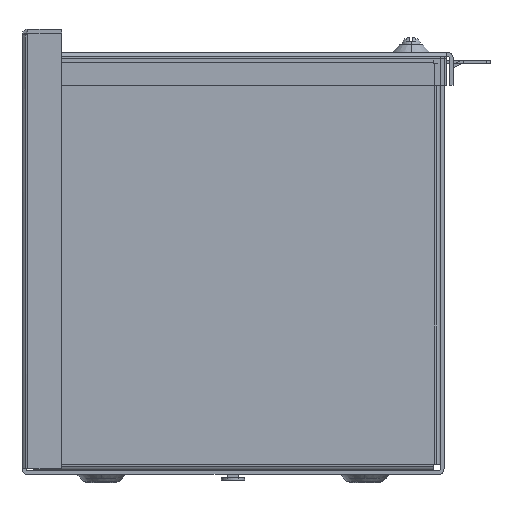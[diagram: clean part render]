
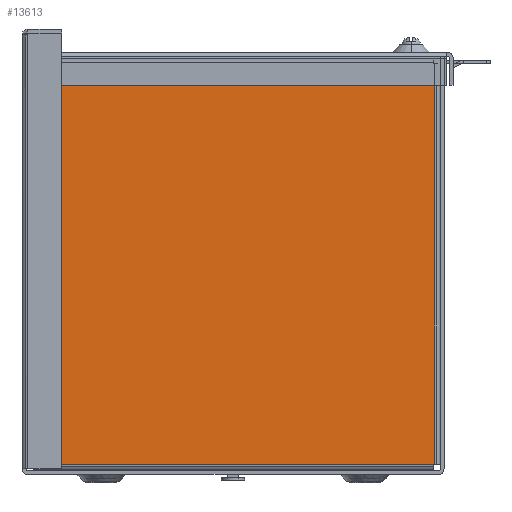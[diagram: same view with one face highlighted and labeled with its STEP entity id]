
A CAD part, left-side view. The second image highlights one B-rep face of the part: STEP entity #13613.
In plain terms, the highlighted planar face has unit normal (-1, 0, 0).
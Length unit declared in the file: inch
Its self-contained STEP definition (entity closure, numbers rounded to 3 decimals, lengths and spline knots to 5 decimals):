
#4 = VERTEX_POINT ( 'NONE', #599 ) ;
#232 = DIRECTION ( 'NONE',  ( 0., 0., 1. ) ) ;
#503 = VERTEX_POINT ( 'NONE', #11957 ) ;
#599 = CARTESIAN_POINT ( 'NONE',  ( -24., -3.803, 0.197 ) ) ;
#632 = ORIENTED_EDGE ( 'NONE', *, *, #4480, .T. ) ;
#764 = LINE ( 'NONE', #21406, #15957 ) ;
#842 = LINE ( 'NONE', #28927, #14097 ) ;
#1052 = ORIENTED_EDGE ( 'NONE', *, *, #30495, .T. ) ;
#1054 = CARTESIAN_POINT ( 'NONE',  ( -24., -3.803, 7.783 ) ) ;
#1582 = DIRECTION ( 'NONE',  ( 0., 0., -1. ) ) ;
#1624 = EDGE_CURVE ( 'NONE', #18370, #12722, #764, .T. ) ;
#1754 = CARTESIAN_POINT ( 'NONE',  ( -24., 3.8, 0.197 ) ) ;
#1817 = DIRECTION ( 'NONE',  ( 0., 1., 0. ) ) ;
#2257 = ORIENTED_EDGE ( 'NONE', *, *, #20195, .T. ) ;
#2789 = ORIENTED_EDGE ( 'NONE', *, *, #4375, .T. ) ;
#3359 = CARTESIAN_POINT ( 'NONE',  ( -24., 3.783, 7.783 ) ) ;
#3440 = LINE ( 'NONE', #26283, #19989 ) ;
#4055 = CARTESIAN_POINT ( 'NONE',  ( -24., 3.908, 7.908 ) ) ;
#4375 = EDGE_CURVE ( 'NONE', #29179, #18370, #28794, .T. ) ;
#4480 = EDGE_CURVE ( 'NONE', #31712, #24770, #21517, .T. ) ;
#4544 = DIRECTION ( 'NONE',  ( 0., 0., -1. ) ) ;
#5118 = ORIENTED_EDGE ( 'NONE', *, *, #27897, .T. ) ;
#7441 = DIRECTION ( 'NONE',  ( 0., -1., 0. ) ) ;
#7751 = CARTESIAN_POINT ( 'NONE',  ( -24., 3.783, 7.8 ) ) ;
#7802 = CARTESIAN_POINT ( 'NONE',  ( -24., 3.783, 7.783 ) ) ;
#8028 = CARTESIAN_POINT ( 'NONE',  ( -24., -3.82, 7.908 ) ) ;
#8137 = DIRECTION ( 'NONE',  ( 0., -1., 0. ) ) ;
#8168 = CARTESIAN_POINT ( 'NONE',  ( -24., 3.908, 7.783 ) ) ;
#8778 = LINE ( 'NONE', #14016, #15622 ) ;
#9665 = CARTESIAN_POINT ( 'NONE',  ( -24., -3.82, 0.197 ) ) ;
#10044 = LINE ( 'NONE', #25776, #29720 ) ;
#11200 = VECTOR ( 'NONE', #7441, 39.37008 ) ;
#11228 = LINE ( 'NONE', #8028, #11640 ) ;
#11637 = CARTESIAN_POINT ( 'NONE',  ( -24., -3.803, 7.8 ) ) ;
#11640 = VECTOR ( 'NONE', #13594, 39.37008 ) ;
#11697 = VECTOR ( 'NONE', #18441, 39.37008 ) ;
#11956 = VERTEX_POINT ( 'NONE', #9665 ) ;
#11957 = CARTESIAN_POINT ( 'NONE',  ( -24., -3.803, 0.18 ) ) ;
#12226 = EDGE_CURVE ( 'NONE', #12722, #23586, #842, .T. ) ;
#12453 = VERTEX_POINT ( 'NONE', #7751 ) ;
#12533 = AXIS2_PLACEMENT_3D ( 'NONE', #4055, #14199, #4544 ) ;
#12722 = VERTEX_POINT ( 'NONE', #1754 ) ;
#13356 = ORIENTED_EDGE ( 'NONE', *, *, #20971, .T. ) ;
#13594 = DIRECTION ( 'NONE',  ( 0., 0., 1. ) ) ;
#13613 = ADVANCED_FACE ( 'NONE', ( #14703 ), #17570, .T. ) ;
#14016 = CARTESIAN_POINT ( 'NONE',  ( -24., -3.803, 7.908 ) ) ;
#14097 = VECTOR ( 'NONE', #8137, 39.37008 ) ;
#14199 = DIRECTION ( 'NONE',  ( -1., 0., 0. ) ) ;
#14703 = FACE_OUTER_BOUND ( 'NONE', #27419, .T. ) ;
#15296 = DIRECTION ( 'NONE',  ( 0., -1., 0. ) ) ;
#15622 = VECTOR ( 'NONE', #31774, 39.37008 ) ;
#15957 = VECTOR ( 'NONE', #29528, 39.37008 ) ;
#16293 = DIRECTION ( 'NONE',  ( 0., 1., 0. ) ) ;
#17127 = VECTOR ( 'NONE', #16293, 39.37008 ) ;
#17231 = LINE ( 'NONE', #32437, #18356 ) ;
#17570 = PLANE ( 'NONE',  #12533 ) ;
#17588 = CARTESIAN_POINT ( 'NONE',  ( -24., -3.928, 0.197 ) ) ;
#18356 = VECTOR ( 'NONE', #1817, 39.37008 ) ;
#18370 = VERTEX_POINT ( 'NONE', #27980 ) ;
#18441 = DIRECTION ( 'NONE',  ( 0., 0., -1. ) ) ;
#18803 = CARTESIAN_POINT ( 'NONE',  ( -24., -3.82, 7.783 ) ) ;
#19300 = ORIENTED_EDGE ( 'NONE', *, *, #21083, .T. ) ;
#19989 = VECTOR ( 'NONE', #232, 39.37008 ) ;
#20195 = EDGE_CURVE ( 'NONE', #24770, #32727, #8778, .T. ) ;
#20816 = CARTESIAN_POINT ( 'NONE',  ( -24., -3.803, 7.783 ) ) ;
#20971 = EDGE_CURVE ( 'NONE', #26725, #503, #10044, .T. ) ;
#21083 = EDGE_CURVE ( 'NONE', #503, #4, #3440, .T. ) ;
#21406 = CARTESIAN_POINT ( 'NONE',  ( -24., 3.8, 7.908 ) ) ;
#21517 = LINE ( 'NONE', #1054, #17127 ) ;
#23528 = CARTESIAN_POINT ( 'NONE',  ( -24., 3.783, 0.197 ) ) ;
#23586 = VERTEX_POINT ( 'NONE', #23528 ) ;
#24477 = CARTESIAN_POINT ( 'NONE',  ( -24., 3.783, 0.18 ) ) ;
#24677 = EDGE_CURVE ( 'NONE', #23586, #26725, #27293, .T. ) ;
#24748 = CARTESIAN_POINT ( 'NONE',  ( -24., 3.783, 0.072 ) ) ;
#24770 = VERTEX_POINT ( 'NONE', #20816 ) ;
#25776 = CARTESIAN_POINT ( 'NONE',  ( -24., 3.908, 0.18 ) ) ;
#26283 = CARTESIAN_POINT ( 'NONE',  ( -24., -3.803, 0.197 ) ) ;
#26539 = LINE ( 'NONE', #3359, #11697 ) ;
#26601 = ORIENTED_EDGE ( 'NONE', *, *, #27215, .T. ) ;
#26725 = VERTEX_POINT ( 'NONE', #24477 ) ;
#26944 = DIRECTION ( 'NONE',  ( 0., 1., 0. ) ) ;
#27215 = EDGE_CURVE ( 'NONE', #11956, #31712, #11228, .T. ) ;
#27293 = LINE ( 'NONE', #24748, #31048 ) ;
#27419 = EDGE_LOOP ( 'NONE', ( #26601, #632, #2257, #28684, #5118, #2789, #33204, #31300, #33305, #13356, #19300, #1052 ) ) ;
#27591 = LINE ( 'NONE', #17588, #11200 ) ;
#27897 = EDGE_CURVE ( 'NONE', #12453, #29179, #26539, .T. ) ;
#27980 = CARTESIAN_POINT ( 'NONE',  ( -24., 3.8, 7.783 ) ) ;
#28684 = ORIENTED_EDGE ( 'NONE', *, *, #32801, .T. ) ;
#28794 = LINE ( 'NONE', #8168, #33285 ) ;
#28927 = CARTESIAN_POINT ( 'NONE',  ( -24., 3.783, 0.197 ) ) ;
#29179 = VERTEX_POINT ( 'NONE', #7802 ) ;
#29528 = DIRECTION ( 'NONE',  ( 0., 0., -1. ) ) ;
#29720 = VECTOR ( 'NONE', #15296, 39.37008 ) ;
#30495 = EDGE_CURVE ( 'NONE', #4, #11956, #27591, .T. ) ;
#31048 = VECTOR ( 'NONE', #1582, 39.37008 ) ;
#31300 = ORIENTED_EDGE ( 'NONE', *, *, #12226, .T. ) ;
#31712 = VERTEX_POINT ( 'NONE', #18803 ) ;
#31774 = DIRECTION ( 'NONE',  ( 0., 0., 1. ) ) ;
#32437 = CARTESIAN_POINT ( 'NONE',  ( -24., 3.908, 7.8 ) ) ;
#32727 = VERTEX_POINT ( 'NONE', #11637 ) ;
#32801 = EDGE_CURVE ( 'NONE', #32727, #12453, #17231, .T. ) ;
#33204 = ORIENTED_EDGE ( 'NONE', *, *, #1624, .T. ) ;
#33285 = VECTOR ( 'NONE', #26944, 39.37008 ) ;
#33305 = ORIENTED_EDGE ( 'NONE', *, *, #24677, .T. ) ;
